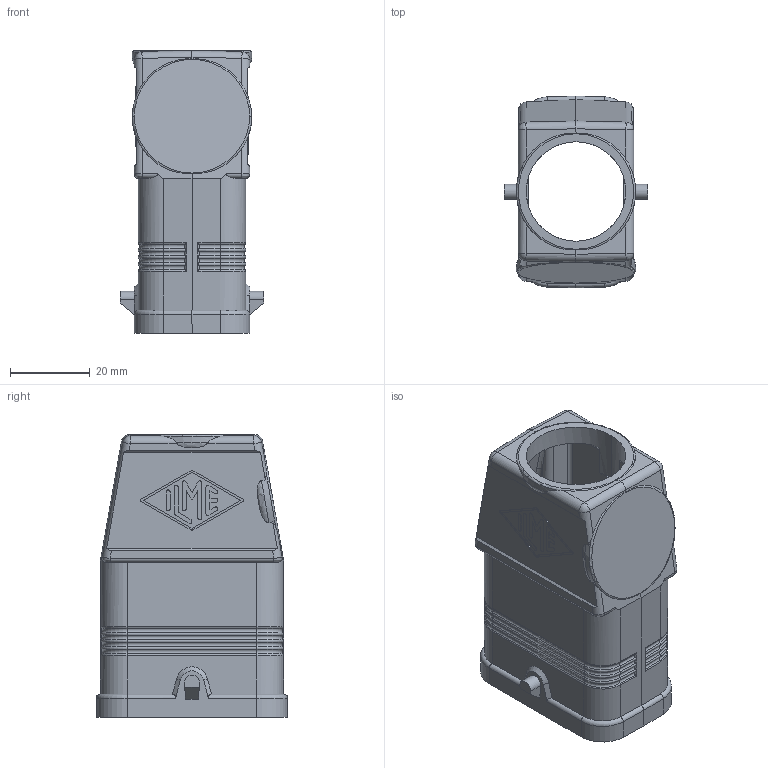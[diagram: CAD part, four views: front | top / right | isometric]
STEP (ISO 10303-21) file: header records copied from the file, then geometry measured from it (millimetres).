
FILE_DESCRIPTION(('Creo Elements/Direct Modeling STEP Export'),'2;1');
FILE_NAME('0ln7uvk5gvm4sjf4496','2022-01-31T12:19:37',(''),(''),'Creo Elements/Direct Modeling STEP processor for AP214 (Solid Model)','Creo Elements/Direct Modeling 20.1B 02-Apr-2019 (C) Parametric Technology GmbH','');
FILE_SCHEMA(('AUTOMOTIVE_DESIGN { 1 0 10303 214 1 1 1 1 }'));
Length unit declared in the file: millimetre
Products named in the file (2): MQA_08_V25
Assembly tree (1 placements, depth 2):
  MQA_08_V25
    MQA_08_V25
Bounding box: 36.1 x 48.2 x 71.1 mm (x, y, z)
Volume: 27478.3 mm3; surface area: 19993.1 mm2
Topology: 1 solids, 1 shells, 423 faces, 1054 edges, 636 vertices
Faces by surface type: cylinder 174, plane 170, torus 51, bspline 14, sphere 12, cone 2
Entity records: 24223 total; most frequent: CARTESIAN_POINT 11094, ORIENTED_EDGE 2084, DIRECTION 1979, EDGE_CURVE 1042, AXIS2_PLACEMENT_3D 723, VERTEX_POINT 636, VECTOR 533, LINE 533
